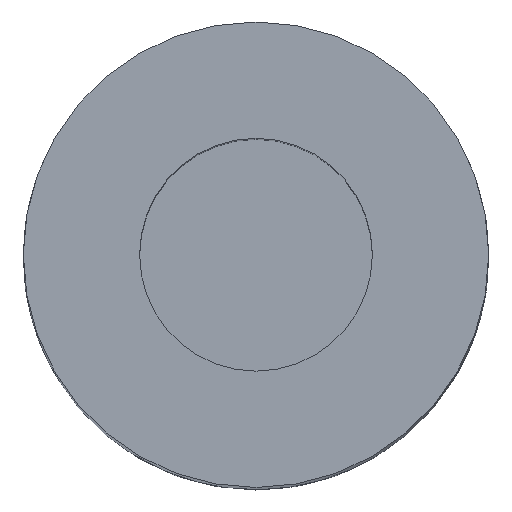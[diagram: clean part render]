
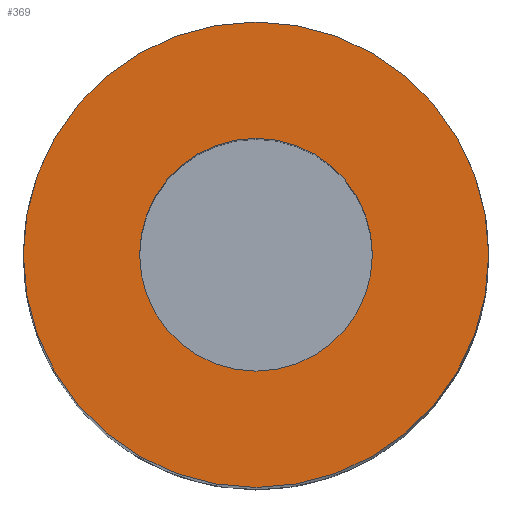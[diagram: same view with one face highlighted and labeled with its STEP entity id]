
A CAD part, top view. The second image highlights one B-rep face of the part: STEP entity #369.
In plain terms, the highlighted planar face has unit normal (0, 0, 1).
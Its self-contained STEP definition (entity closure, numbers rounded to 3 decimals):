
#4 = PLANE ( 'NONE',  #314 ) ;
#12 = CARTESIAN_POINT ( 'NONE',  ( 0., 0., 100. ) ) ;
#41 = ORIENTED_EDGE ( 'NONE', *, *, #466, .F. ) ;
#43 = ORIENTED_EDGE ( 'NONE', *, *, #222, .F. ) ;
#50 = DIRECTION ( 'NONE',  ( 0., 0., 1. ) ) ;
#53 = DIRECTION ( 'NONE',  ( 1., 0., 0. ) ) ;
#59 = FACE_OUTER_BOUND ( 'NONE', #226, .T. ) ;
#63 = DIRECTION ( 'NONE',  ( 1., 0., 0. ) ) ;
#93 = AXIS2_PLACEMENT_3D ( 'NONE', #620, #609, #135 ) ;
#99 = VERTEX_POINT ( 'NONE', #262 ) ;
#125 = CARTESIAN_POINT ( 'NONE',  ( 0., 0., 100. ) ) ;
#135 = DIRECTION ( 'NONE',  ( 1., 0., 0. ) ) ;
#162 = VERTEX_POINT ( 'NONE', #451 ) ;
#184 = AXIS2_PLACEMENT_3D ( 'NONE', #125, #543, #63 ) ;
#220 = DIRECTION ( 'NONE',  ( 1., 0., 0. ) ) ;
#222 = EDGE_CURVE ( 'NONE', #626, #691, #449, .T. ) ;
#223 = CARTESIAN_POINT ( 'NONE',  ( 8., 0., 100. ) ) ;
#226 = EDGE_LOOP ( 'NONE', ( #282, #355 ) ) ;
#255 = CIRCLE ( 'NONE', #93, 16. ) ;
#256 = AXIS2_PLACEMENT_3D ( 'NONE', #437, #380, #53 ) ;
#262 = CARTESIAN_POINT ( 'NONE',  ( 16., 0., 100. ) ) ;
#282 = ORIENTED_EDGE ( 'NONE', *, *, #630, .T. ) ;
#314 = AXIS2_PLACEMENT_3D ( 'NONE', #12, #656, #675 ) ;
#334 = CIRCLE ( 'NONE', #256, 16. ) ;
#355 = ORIENTED_EDGE ( 'NONE', *, *, #376, .T. ) ;
#369 = ADVANCED_FACE ( 'NONE', ( #550, #59 ), #4, .T. ) ;
#376 = EDGE_CURVE ( 'NONE', #99, #162, #255, .T. ) ;
#380 = DIRECTION ( 'NONE',  ( 0., 0., 1. ) ) ;
#437 = CARTESIAN_POINT ( 'NONE',  ( 0., 0., 100. ) ) ;
#449 = CIRCLE ( 'NONE', #184, 8. ) ;
#451 = CARTESIAN_POINT ( 'NONE',  ( -16., 0., 100. ) ) ;
#466 = EDGE_CURVE ( 'NONE', #691, #626, #470, .T. ) ;
#470 = CIRCLE ( 'NONE', #564, 8. ) ;
#486 = CARTESIAN_POINT ( 'NONE',  ( -8., 0., 100. ) ) ;
#487 = EDGE_LOOP ( 'NONE', ( #43, #41 ) ) ;
#528 = CARTESIAN_POINT ( 'NONE',  ( 0., 0., 100. ) ) ;
#543 = DIRECTION ( 'NONE',  ( 0., 0., 1. ) ) ;
#550 = FACE_BOUND ( 'NONE', #487, .T. ) ;
#564 = AXIS2_PLACEMENT_3D ( 'NONE', #528, #50, #220 ) ;
#609 = DIRECTION ( 'NONE',  ( 0., 0., 1. ) ) ;
#620 = CARTESIAN_POINT ( 'NONE',  ( 0., 0., 100. ) ) ;
#626 = VERTEX_POINT ( 'NONE', #223 ) ;
#630 = EDGE_CURVE ( 'NONE', #162, #99, #334, .T. ) ;
#656 = DIRECTION ( 'NONE',  ( 0., 0., 1. ) ) ;
#675 = DIRECTION ( 'NONE',  ( 1., 0., 0. ) ) ;
#691 = VERTEX_POINT ( 'NONE', #486 ) ;
